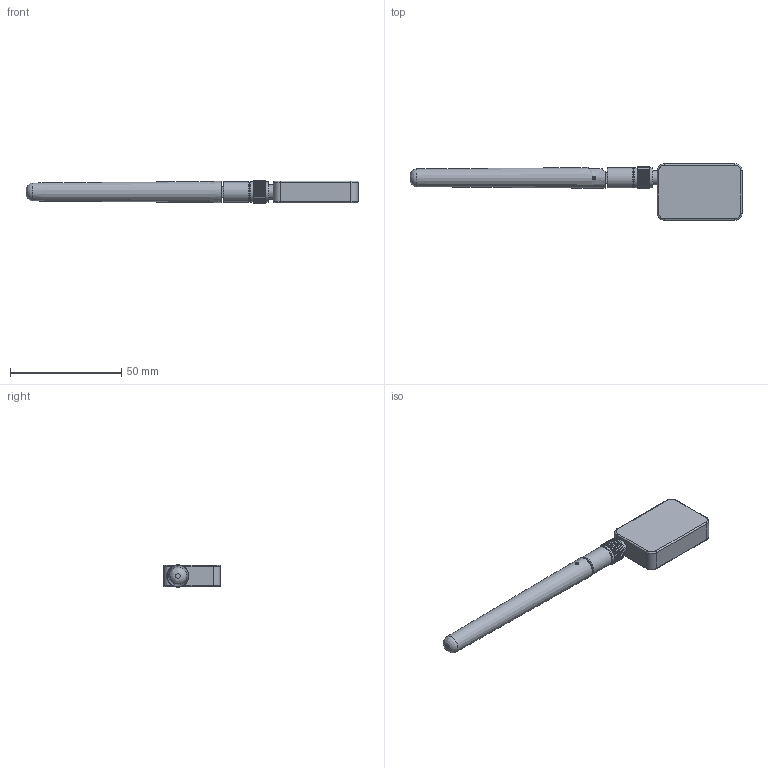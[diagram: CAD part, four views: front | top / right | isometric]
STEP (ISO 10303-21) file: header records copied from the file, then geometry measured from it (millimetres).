
FILE_DESCRIPTION(/* description */ (''),/* implementation_level */ '2;1');
FILE_NAME(/* name */ '915MhHz Air antenna.stp',/* time_stamp */ '2021-07-20T21:52:07-04:00',/* author */ ('Fish'),/* organization */ (''),/* preprocessor_version */ 'ST-DEVELOPER v18.1',/* originating_system */ 'Autodesk Inventor 2021',/* authorisation */ '');
FILE_SCHEMA (('AUTOMOTIVE_DESIGN { 1 0 10303 214 3 1 1 }'));
Length unit declared in the file: inch
Products named in the file (5): 915MhHz Air antenna.ipt; 915MhHz Air; Antenna body; Antenna base; Threads
Assembly tree (4 placements, depth 2):
  915MhHz Air antenna.ipt
    915MhHz Air
    Antenna body
    Antenna base
    Threads
Bounding box: 149.3 x 25.4 x 10 mm (x, y, z)
Volume: 15923 mm3; surface area: 7338.8 mm2
Topology: 4 solids, 4 shells, 385 faces, 970 edges, 646 vertices
Faces by surface type: plane 266, cylinder 58, bspline 46, torus 12, cone 3
Full cylindrical faces by diameter (mm): 0.8 x1, 1.27 x1, 1.5 x4, 5.08 x1, 5.3 x1, 6 x1, 6.35 x1, 7.3 x2, 9 x2
Entity records: 14250 total; most frequent: CARTESIAN_POINT 4671, ORIENTED_EDGE 1940, DIRECTION 1777, EDGE_CURVE 970, LINE 651, VECTOR 651, VERTEX_POINT 646, AXIS2_PLACEMENT_3D 563
